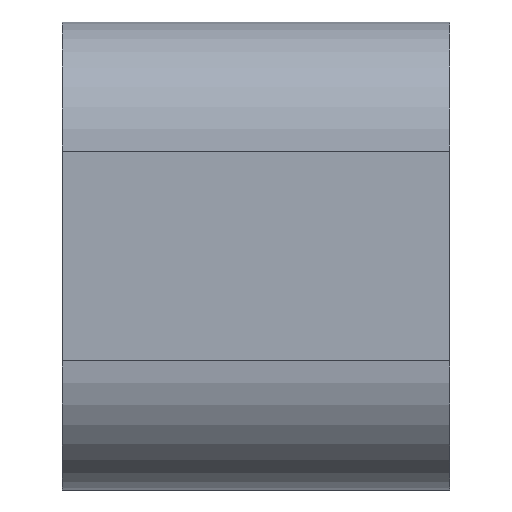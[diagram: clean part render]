
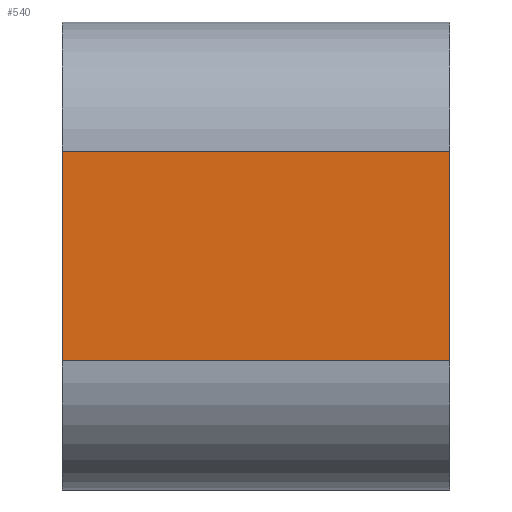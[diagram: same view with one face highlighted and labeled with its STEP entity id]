
A CAD part, front view. The second image highlights one B-rep face of the part: STEP entity #540.
In plain terms, the highlighted planar face has unit normal (0, -1, 0).
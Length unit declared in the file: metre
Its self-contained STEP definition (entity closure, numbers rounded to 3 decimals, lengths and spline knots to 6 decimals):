
#32=PLANE('',#609);
#198=ORIENTED_EDGE('',*,*,#269,.F.);
#199=ORIENTED_EDGE('',*,*,#292,.T.);
#200=ORIENTED_EDGE('',*,*,#237,.T.);
#201=ORIENTED_EDGE('',*,*,#291,.F.);
#237=EDGE_CURVE('',#313,#312,#356,.T.);
#269=EDGE_CURVE('',#341,#342,#372,.T.);
#291=EDGE_CURVE('',#342,#312,#388,.T.);
#292=EDGE_CURVE('',#341,#313,#389,.T.);
#312=VERTEX_POINT('',#843);
#313=VERTEX_POINT('',#845);
#341=VERTEX_POINT('',#906);
#342=VERTEX_POINT('',#908);
#356=LINE('',#844,#400);
#372=LINE('',#907,#416);
#388=LINE('',#948,#432);
#389=LINE('',#950,#433);
#400=VECTOR('',#648,1.);
#416=VECTOR('',#700,1.);
#432=VECTOR('',#760,1.);
#433=VECTOR('',#763,1.);
#460=EDGE_LOOP('',(#198,#199,#200,#201));
#494=FACE_BOUND('',#460,.T.);
#540=ADVANCED_FACE('',(#494),#32,.F.);
#609=AXIS2_PLACEMENT_3D('',#949,#761,#762);
#648=DIRECTION('',(0.,0.,1.));
#700=DIRECTION('',(0.,0.,1.));
#760=DIRECTION('',(1.,0.,0.));
#761=DIRECTION('',(0.,1.,0.));
#762=DIRECTION('',(-1.,0.,0.));
#763=DIRECTION('',(1.,0.,0.));
#843=CARTESIAN_POINT('',(0.006,-0.011,0.0105));
#844=CARTESIAN_POINT('',(0.006,-0.011,0.00725));
#845=CARTESIAN_POINT('',(0.006,-0.011,0.004));
#906=CARTESIAN_POINT('',(-0.006,-0.011,0.004));
#907=CARTESIAN_POINT('',(-0.006,-0.011,0.00725));
#908=CARTESIAN_POINT('',(-0.006,-0.011,0.0105));
#948=CARTESIAN_POINT('',(-0.006002,-0.011,0.0105));
#949=CARTESIAN_POINT('',(-0.006002,-0.011,0.00725));
#950=CARTESIAN_POINT('',(-0.006002,-0.011,0.004));
